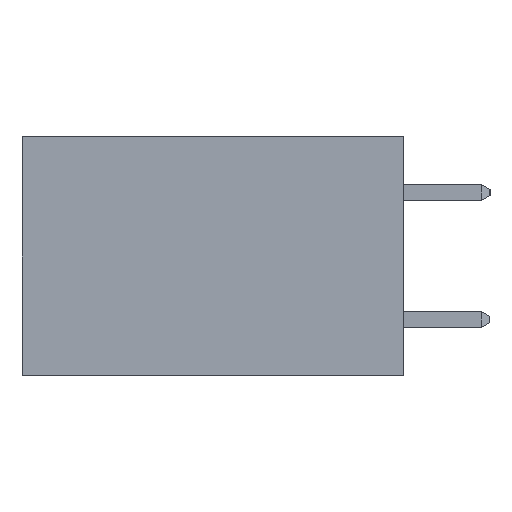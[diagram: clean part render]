
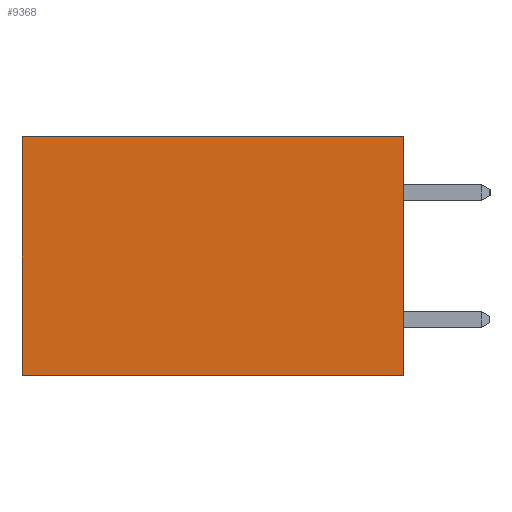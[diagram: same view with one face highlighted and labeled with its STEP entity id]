
A CAD part, left-side view. The second image highlights one B-rep face of the part: STEP entity #9368.
In plain terms, the highlighted planar face has unit normal (-1, 0, 0).
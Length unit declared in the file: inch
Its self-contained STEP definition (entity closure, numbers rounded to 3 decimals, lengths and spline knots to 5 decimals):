
#203 = PLANE ( 'NONE',  #10790 ) ;
#962 = VECTOR ( 'NONE', #2856, 39.37008 ) ;
#1808 = CARTESIAN_POINT ( 'NONE',  ( 0.2875, 0.6, 0. ) ) ;
#2689 = CARTESIAN_POINT ( 'NONE',  ( 0.2875, 0., -0.375 ) ) ;
#2697 = VERTEX_POINT ( 'NONE', #9612 ) ;
#2856 = DIRECTION ( 'NONE',  ( 0., 0., -1. ) ) ;
#3026 = EDGE_LOOP ( 'NONE', ( #12527, #11632, #6060, #11274 ) ) ;
#4055 = VERTEX_POINT ( 'NONE', #10180 ) ;
#4094 = EDGE_CURVE ( 'NONE', #4055, #12793, #5396, .T. ) ;
#4331 = DIRECTION ( 'NONE',  ( 1., 0., 0. ) ) ;
#5396 = LINE ( 'NONE', #5654, #10367 ) ;
#5654 = CARTESIAN_POINT ( 'NONE',  ( 0.2875, 0., -0.375 ) ) ;
#5942 = DIRECTION ( 'NONE',  ( 0., 1., 0. ) ) ;
#6060 = ORIENTED_EDGE ( 'NONE', *, *, #4094, .F. ) ;
#6736 = DIRECTION ( 'NONE',  ( 0., 1., 0. ) ) ;
#6824 = LINE ( 'NONE', #2689, #10799 ) ;
#8078 = CARTESIAN_POINT ( 'NONE',  ( 0.2875, 0.6, -0.375 ) ) ;
#8451 = EDGE_CURVE ( 'NONE', #4055, #9975, #10506, .T. ) ;
#9368 = ADVANCED_FACE ( 'NONE', ( #11818 ), #203, .F. ) ;
#9491 = CARTESIAN_POINT ( 'NONE',  ( 0.2875, 0., 0. ) ) ;
#9548 = DIRECTION ( 'NONE',  ( 0., 0., -1. ) ) ;
#9612 = CARTESIAN_POINT ( 'NONE',  ( 0.2875, 0.6, -0.375 ) ) ;
#9864 = EDGE_CURVE ( 'NONE', #12793, #2697, #6824, .T. ) ;
#9975 = VERTEX_POINT ( 'NONE', #1808 ) ;
#10180 = CARTESIAN_POINT ( 'NONE',  ( 0.2875, 0., 0. ) ) ;
#10367 = VECTOR ( 'NONE', #9548, 39.37008 ) ;
#10506 = LINE ( 'NONE', #9491, #10769 ) ;
#10748 = CARTESIAN_POINT ( 'NONE',  ( 0.2875, 0., -0.375 ) ) ;
#10769 = VECTOR ( 'NONE', #6736, 39.37008 ) ;
#10790 = AXIS2_PLACEMENT_3D ( 'NONE', #10748, #4331, #12625 ) ;
#10799 = VECTOR ( 'NONE', #5942, 39.37008 ) ;
#10823 = CARTESIAN_POINT ( 'NONE',  ( 0.2875, 0., -0.375 ) ) ;
#11274 = ORIENTED_EDGE ( 'NONE', *, *, #8451, .T. ) ;
#11632 = ORIENTED_EDGE ( 'NONE', *, *, #9864, .F. ) ;
#11818 = FACE_OUTER_BOUND ( 'NONE', #3026, .T. ) ;
#12167 = LINE ( 'NONE', #8078, #962 ) ;
#12527 = ORIENTED_EDGE ( 'NONE', *, *, #12552, .T. ) ;
#12552 = EDGE_CURVE ( 'NONE', #9975, #2697, #12167, .T. ) ;
#12625 = DIRECTION ( 'NONE',  ( 0., 0., -1. ) ) ;
#12793 = VERTEX_POINT ( 'NONE', #10823 ) ;
